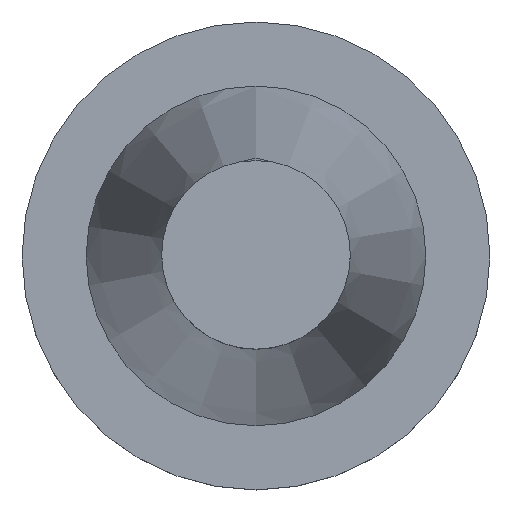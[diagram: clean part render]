
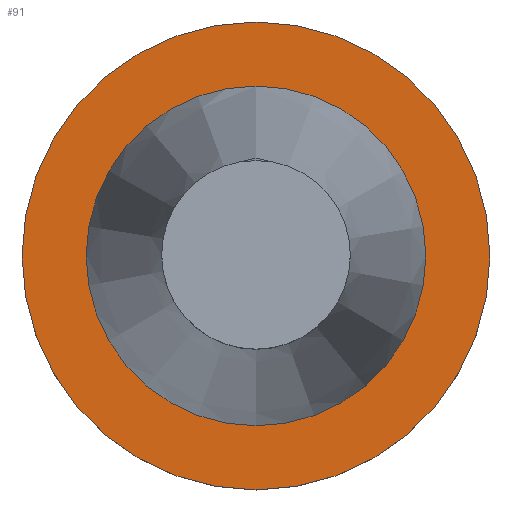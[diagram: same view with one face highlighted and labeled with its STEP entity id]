
A CAD part, top view. The second image highlights one B-rep face of the part: STEP entity #91.
In plain terms, the highlighted planar face has unit normal (0, 0, 1).
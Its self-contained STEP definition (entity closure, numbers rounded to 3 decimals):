
#53=FACE_BOUND('',#150,.T.);
#54=FACE_BOUND('',#151,.T.);
#73=CIRCLE('',#473,48.75);
#74=CIRCLE('',#474,35.392);
#75=CIRCLE('',#475,35.392);
#91=ADVANCED_FACE('',(#53,#54),#115,.F.);
#115=PLANE('',#476);
#150=EDGE_LOOP('',(#193));
#151=EDGE_LOOP('',(#194,#195));
#193=ORIENTED_EDGE('',*,*,#332,.F.);
#194=ORIENTED_EDGE('',*,*,#333,.T.);
#195=ORIENTED_EDGE('',*,*,#334,.T.);
#293=VERTEX_POINT('',#666);
#294=VERTEX_POINT('',#668);
#295=VERTEX_POINT('',#669);
#332=EDGE_CURVE('',#293,#293,#73,.T.);
#333=EDGE_CURVE('',#294,#295,#74,.T.);
#334=EDGE_CURVE('',#295,#294,#75,.T.);
#473=AXIS2_PLACEMENT_3D('',#665,#540,#541);
#474=AXIS2_PLACEMENT_3D('',#667,#542,#543);
#475=AXIS2_PLACEMENT_3D('',#670,#544,#545);
#476=AXIS2_PLACEMENT_3D('',#671,#546,#547);
#540=DIRECTION('',(0.,0.,-1.));
#541=DIRECTION('',(-1.,0.,0.));
#542=DIRECTION('',(0.,0.,-1.));
#543=DIRECTION('',(-1.,0.,0.));
#544=DIRECTION('',(0.,0.,-1.));
#545=DIRECTION('',(-1.,0.,0.));
#546=DIRECTION('',(0.,0.,-1.));
#547=DIRECTION('',(0.,1.,0.));
#665=CARTESIAN_POINT('',(0.,0.,-3.2));
#666=CARTESIAN_POINT('',(-48.75,0.,-3.2));
#667=CARTESIAN_POINT('',(0.,0.,-3.2));
#668=CARTESIAN_POINT('',(0.,35.392,-3.2));
#669=CARTESIAN_POINT('',(0.,-35.392,-3.2));
#670=CARTESIAN_POINT('',(0.,0.,-3.2));
#671=CARTESIAN_POINT('',(0.,0.,-3.2));
